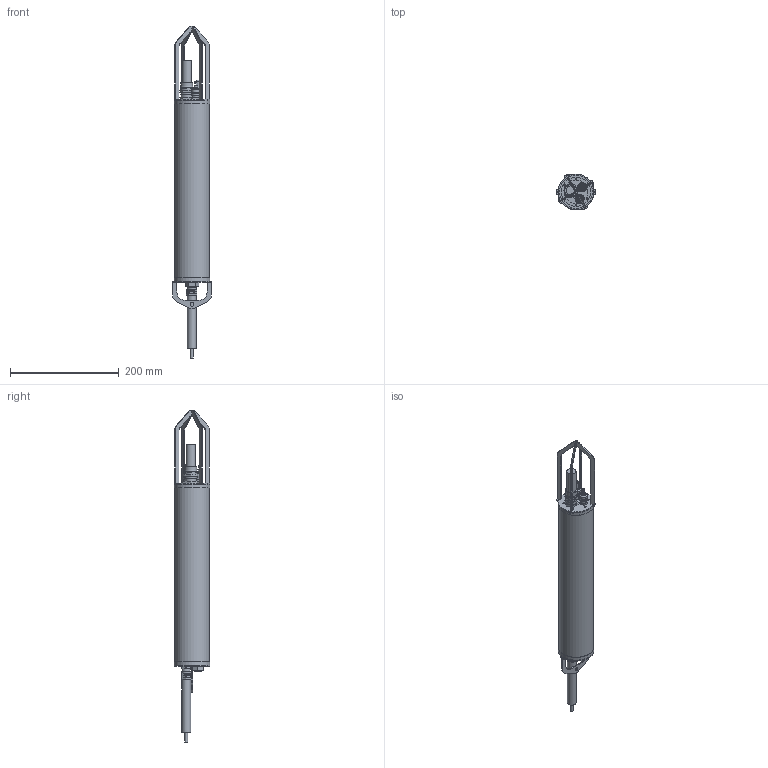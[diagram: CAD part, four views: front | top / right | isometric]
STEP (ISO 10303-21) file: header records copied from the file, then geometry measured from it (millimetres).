
FILE_DESCRIPTION(/* description */ (''),/* implementation_level */ '2;1');
FILE_NAME(/* name */ 'Armado Ensamble.stp',/* time_stamp */ '2021-10-29T00:23:33-03:00',/* author */ ('conta'),/* organization */ (''),/* preprocessor_version */ 'ST-DEVELOPER v18.1',/* originating_system */ 'Autodesk Inventor 2022',/* authorisation */ '');
FILE_SCHEMA (('AUTOMOTIVE_DESIGN { 1 0 10303 214 3 1 1 }'));
Length unit declared in the file: millimetre
Products named in the file (22): TENT 4; Sello V5; Tubo 63.5 200mm; Plataforma V5; Enganche Flat V6; Proteccion Flat V6; Uchile5; Bateria V2; Estopa Grande; Estopa Chica; Golilla Grande; Tuerca PG13.5 Metal; Tuerca PG7 Metal; SNR PH; SNR Conductividad; SNR Temperatura; SNR Presion V2; Estopa PG9; Tuerca PG9 Metal; Golilla Chicha; Tuerca SNR Presion; Estopa G9 Modelo Cable
Assembly tree (27 placements, depth 2):
  TENT 4
    Sello V5  x2
    Tubo 63.5 200mm
    Plataforma V5
    Enganche Flat V6
    Proteccion Flat V6
    Uchile5
    Bateria V2  x2
    Estopa Grande
    Golilla Chicha  x3
    Estopa Chica  x2
    Golilla Grande
    Tuerca PG13.5 Metal
    Tuerca PG7 Metal  x2
    SNR PH
    SNR Conductividad
    SNR Temperatura
    SNR Presion V2
    Estopa PG9
    Tuerca PG9 Metal
    Tuerca SNR Presion
    Estopa G9 Modelo Cable
Bounding box: 71.5 x 65.5 x 609.95 mm (x, y, z)
Volume: 432252.2 mm3; surface area: 301596.2 mm2
Topology: 140 solids, 140 shells, 1901 faces, 4434 edges, 2881 vertices
Faces by surface type: plane 1379, cylinder 441, bspline 31, torus 23, cone 19, sphere 8
Full cylindrical faces by diameter (mm): 0.9 x18, 1 x7, 1.1 x1, 1.2 x2, 1.4 x4, 3 x29, 3.2 x8, 4 x5, 5 x3, 5.3 x1, 5.5 x1, 6 x5, 6.5 x4, 7 x1, 8 x2, 9 x1, 10 x6, 11.5 x3, 12 x3, 12.4 x4, 12.5 x1, 13 x8, 14 x6, 15 x3, 16 x3, 16.5 x1, 17 x9, 18.5 x2, 19.5 x1, 20.3 x2
Entity records: 55858 total; most frequent: CARTESIAN_POINT 13882, DIRECTION 8381, ORIENTED_EDGE 8170, EDGE_CURVE 4085, LINE 3081, VECTOR 3081, VERTEX_POINT 2662, AXIS2_PLACEMENT_3D 2650
